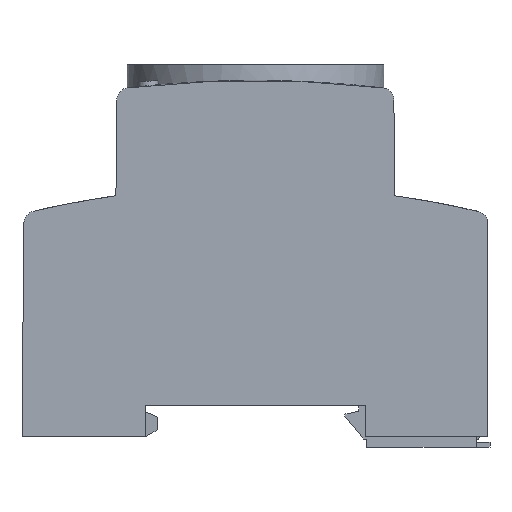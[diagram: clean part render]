
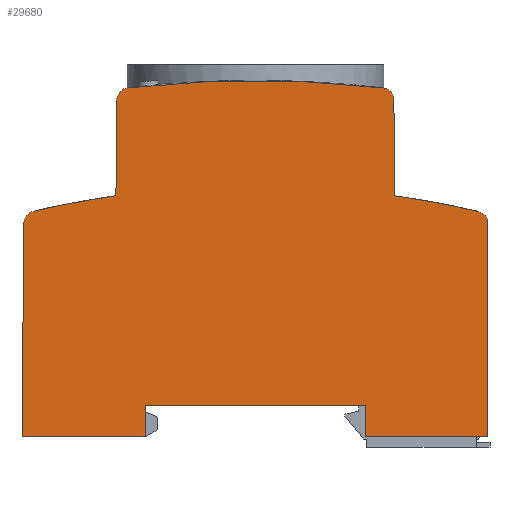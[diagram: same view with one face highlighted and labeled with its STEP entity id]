
A CAD part, left-side view. The second image highlights one B-rep face of the part: STEP entity #29680.
In plain terms, the highlighted face is planar.
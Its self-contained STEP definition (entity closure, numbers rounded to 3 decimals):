
#6440=CARTESIAN_POINT('',(106.975,16.056,-20.25));
#6450=VERTEX_POINT('',#6440);
#6500=CARTESIAN_POINT('',(45.021,16.056,-20.25));
#6510=DIRECTION('',(1.,0.,0.));
#6520=VECTOR('',#6510,1.);
#6530=LINE('',#6500,#6520);
#6540=CARTESIAN_POINT('',(87.091,16.056,-20.25));
#6550=VERTEX_POINT('',#6540);
#6560=EDGE_CURVE('',#6550,#6450,#6530,.T.);
#14350=CARTESIAN_POINT('',(91.69,70.373,-20.25));
#14360=VERTEX_POINT('',#14350);
#14410=CARTESIAN_POINT('',(91.822,55.264,-20.25));
#14420=DIRECTION('',(-0.009,1.,
0.));
#14430=VECTOR('',#14420,1.);
#14440=LINE('',#14410,#14430);
#14450=CARTESIAN_POINT('',(91.825,54.948,-20.25));
#14460=VERTEX_POINT('',#14450);
#14470=EDGE_CURVE('',#14460,#14360,#14440,.T.);
#17720=CARTESIAN_POINT('',(69.341,-101.444,-20.25));
#17730=DIRECTION('',(0.,0.,-1.));
#17740=DIRECTION('',(-1.,0.,0.));
#17750=AXIS2_PLACEMENT_3D('',#17720,#17730,#17740);
#17760=CIRCLE('',#17750,158.);
#17770=CARTESIAN_POINT('',(105.127,52.45,-20.25));
#17780=VERTEX_POINT('',#17770);
#17790=EDGE_CURVE('',#14460,#17780,#17760,.T.);
#21120=CARTESIAN_POINT('',(45.021,21.056,-20.25));
#21130=DIRECTION('',(1.,0.,0.));
#21140=VECTOR('',#21130,1.);
#21150=LINE('',#21120,#21140);
#21160=CARTESIAN_POINT('',(51.591,21.056,-20.25));
#21170=VERTEX_POINT('',#21160);
#21180=CARTESIAN_POINT('',(87.091,21.056,-20.25));
#21190=VERTEX_POINT('',#21180);
#21200=EDGE_CURVE('',#21170,#21190,#21150,.T.);
#23740=CARTESIAN_POINT('',(87.091,55.264,-20.25));
#23750=DIRECTION('',(0.,-1.,0.));
#23760=VECTOR('',#23750,1.);
#23770=LINE('',#23740,#23760);
#23780=EDGE_CURVE('',#21190,#6550,#23770,.T.);
#28660=CARTESIAN_POINT('',(69.341,23.506,-20.25));
#28670=DIRECTION('',(0.,0.,-1.));
#28680=DIRECTION('',(-1.,0.,0.));
#28690=AXIS2_PLACEMENT_3D('',#28660,#28670,#28680);
#28700=PLANE('',#28690);
#28710=CARTESIAN_POINT('',(89.69,70.355,-20.25));
#28720=DIRECTION('',(0.,0.,1.));
#28730=DIRECTION('',(1.,0.,0.));
#28740=AXIS2_PLACEMENT_3D('',#28710,#28720,#28730);
#28750=CIRCLE('',#28740,2.);
#28760=CARTESIAN_POINT('',(89.926,72.341,-20.25));
#28770=VERTEX_POINT('',#28760);
#28780=EDGE_CURVE('',#14360,#28770,#28750,.T.);
#28790=ORIENTED_EDGE('',*,*,#28780,.F.);
#28800=CARTESIAN_POINT('',(69.341,-101.444,-20.25));
#28810=DIRECTION('',(0.,0.,-1.));
#28820=DIRECTION('',(-1.,0.,0.));
#28830=AXIS2_PLACEMENT_3D('',#28800,#28810,#28820);
#28840=CIRCLE('',#28830,175.);
#28850=CARTESIAN_POINT('',(48.757,72.341,-20.25));
#28860=VERTEX_POINT('',#28850);
#28870=EDGE_CURVE('',#28860,#28770,#28840,.T.);
#28880=ORIENTED_EDGE('',*,*,#28870,.T.);
#28890=CARTESIAN_POINT('',(48.992,70.355,-20.25));
#28900=DIRECTION('',(0.,0.,-1.));
#28910=DIRECTION('',(-1.,0.,0.));
#28920=AXIS2_PLACEMENT_3D('',#28890,#28900,#28910);
#28930=CIRCLE('',#28920,2.);
#28940=CARTESIAN_POINT('',(46.992,70.373,-20.25));
#28950=VERTEX_POINT('',#28940);
#28960=EDGE_CURVE('',#28950,#28860,#28930,.T.);
#28970=ORIENTED_EDGE('',*,*,#28960,.T.);
#28980=CARTESIAN_POINT('',(46.861,55.264,-20.25));
#28990=DIRECTION('',(-0.009,-1.,
0.));
#29000=VECTOR('',#28990,1.);
#29010=LINE('',#28980,#29000);
#29020=CARTESIAN_POINT('',(46.858,54.948,-20.25));
#29030=VERTEX_POINT('',#29020);
#29040=EDGE_CURVE('',#28950,#29030,#29010,.T.);
#29050=ORIENTED_EDGE('',*,*,#29040,.F.);
#29060=CARTESIAN_POINT('',(69.341,-101.444,-20.25));
#29070=DIRECTION('',(0.,0.,-1.));
#29080=DIRECTION('',(-1.,0.,0.));
#29090=AXIS2_PLACEMENT_3D('',#29060,#29070,#29080);
#29100=CIRCLE('',#29090,158.);
#29110=CARTESIAN_POINT('',(33.386,52.411,
-20.25));
#29120=VERTEX_POINT('',#29110);
#29130=EDGE_CURVE('',#29120,#29030,#29100,.T.);
#29140=ORIENTED_EDGE('',*,*,#29130,.T.);
#29150=CARTESIAN_POINT('',(33.841,50.463,
-20.25));
#29160=DIRECTION('',(0.,0.,-1.));
#29170=DIRECTION('',(-1.,0.,0.));
#29180=AXIS2_PLACEMENT_3D('',#29150,#29160,#29170);
#29190=CIRCLE('',#29180,2.);
#29200=CARTESIAN_POINT('',(31.841,50.463,
-20.25));
#29210=VERTEX_POINT('',#29200);
#29220=EDGE_CURVE('',#29210,#29120,#29190,.T.);
#29230=ORIENTED_EDGE('',*,*,#29220,.T.);
#29240=CARTESIAN_POINT('',(31.841,55.264,
-20.25));
#29250=DIRECTION('',(0.,1.,0.));
#29260=VECTOR('',#29250,1.);
#29270=LINE('',#29240,#29260);
#29280=CARTESIAN_POINT('',(31.841,16.056,-20.25));
#29290=VERTEX_POINT('',#29280);
#29300=EDGE_CURVE('',#29290,#29210,#29270,.T.);
#29310=ORIENTED_EDGE('',*,*,#29300,.T.);
#29320=CARTESIAN_POINT('',(45.021,16.056,-20.25));
#29330=DIRECTION('',(1.,0.,0.));
#29340=VECTOR('',#29330,1.);
#29350=LINE('',#29320,#29340);
#29360=CARTESIAN_POINT('',(51.591,16.056,-20.25));
#29370=VERTEX_POINT('',#29360);
#29380=EDGE_CURVE('',#29290,#29370,#29350,.T.);
#29390=ORIENTED_EDGE('',*,*,#29380,.F.);
#29400=CARTESIAN_POINT('',(51.591,55.264,-20.25));
#29410=DIRECTION('',(0.,-1.,0.));
#29420=VECTOR('',#29410,1.);
#29430=LINE('',#29400,#29420);
#29440=EDGE_CURVE('',#21170,#29370,#29430,.T.);
#29450=ORIENTED_EDGE('',*,*,#29440,.T.);
#29460=ORIENTED_EDGE('',*,*,#21200,.F.);
#29470=ORIENTED_EDGE('',*,*,#23780,.F.);
#29480=ORIENTED_EDGE('',*,*,#6560,.F.);
#29490=CARTESIAN_POINT('',(106.633,55.264,-20.25));
#29500=DIRECTION('',(0.009,-1.,
0.));
#29510=VECTOR('',#29500,1.);
#29520=LINE('',#29490,#29510);
#29530=CARTESIAN_POINT('',(106.674,50.52,-20.25));
#29540=VERTEX_POINT('',#29530);
#29550=EDGE_CURVE('',#29540,#6450,#29520,.T.);
#29560=ORIENTED_EDGE('',*,*,#29550,.T.);
#29570=CARTESIAN_POINT('',(104.674,50.502,-20.25));
#29580=DIRECTION('',(0.,0.,-1.));
#29590=DIRECTION('',(-1.,0.,0.));
#29600=AXIS2_PLACEMENT_3D('',#29570,#29580,#29590);
#29610=CIRCLE('',#29600,2.);
#29620=EDGE_CURVE('',#17780,#29540,#29610,.T.);
#29630=ORIENTED_EDGE('',*,*,#29620,.T.);
#29640=ORIENTED_EDGE('',*,*,#17790,.T.);
#29650=ORIENTED_EDGE('',*,*,#14470,.F.);
#29660=EDGE_LOOP('',(#29650,#29640,#29630,#29560,#29480,#29470,#29460,
#29450,#29390,#29310,#29230,#29140,#29050,#28970,#28880,#28790));
#29670=FACE_OUTER_BOUND('',#29660,.T.);
#29680=ADVANCED_FACE('',(#29670),#28700,.T.);
